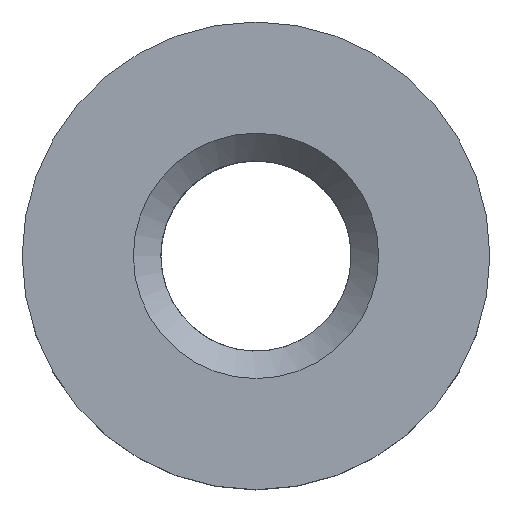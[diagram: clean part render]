
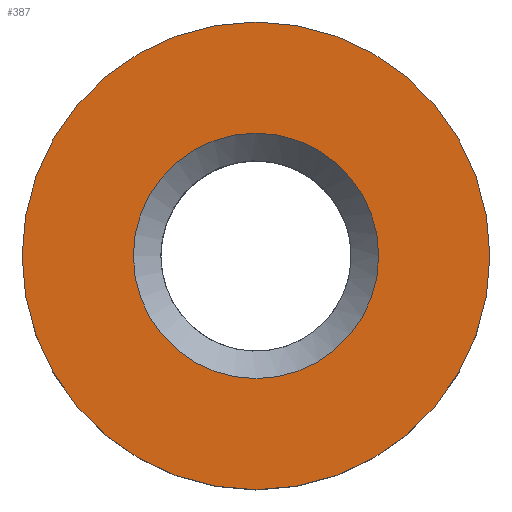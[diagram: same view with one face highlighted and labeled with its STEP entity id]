
A CAD part, top view. The second image highlights one B-rep face of the part: STEP entity #387.
In plain terms, the highlighted planar face has unit normal (0, 0, 1).
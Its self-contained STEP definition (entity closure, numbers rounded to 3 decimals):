
#15=FACE_BOUND('',#66,.T.);
#22=PLANE('',#429);
#42=FACE_OUTER_BOUND('',#65,.T.);
#65=EDGE_LOOP('',(#332));
#66=EDGE_LOOP('',(#333));
#79=CIRCLE('',#427,1.338);
#81=CIRCLE('',#430,2.55);
#178=VERTEX_POINT('',#1633);
#179=VERTEX_POINT('',#1638);
#232=EDGE_CURVE('',#178,#178,#79,.T.);
#234=EDGE_CURVE('',#179,#179,#81,.T.);
#332=ORIENTED_EDGE('',*,*,#234,.T.);
#333=ORIENTED_EDGE('',*,*,#232,.F.);
#387=ADVANCED_FACE('',(#42,#15),#22,.T.);
#427=AXIS2_PLACEMENT_3D('',#1635,#494,#495);
#429=AXIS2_PLACEMENT_3D('',#1637,#498,#499);
#430=AXIS2_PLACEMENT_3D('',#1639,#500,#501);
#494=DIRECTION('center_axis',(0.,0.,1.));
#495=DIRECTION('ref_axis',(1.,0.,0.));
#498=DIRECTION('center_axis',(0.,0.,1.));
#499=DIRECTION('ref_axis',(1.,0.,0.));
#500=DIRECTION('center_axis',(0.,0.,1.));
#501=DIRECTION('ref_axis',(1.,0.,0.));
#1633=CARTESIAN_POINT('',(-1.338,0.,1.5));
#1635=CARTESIAN_POINT('Origin',(0.,0.,1.5));
#1637=CARTESIAN_POINT('Origin',(0.,0.,1.5));
#1638=CARTESIAN_POINT('',(-2.55,0.,1.5));
#1639=CARTESIAN_POINT('Origin',(0.,0.,1.5));
